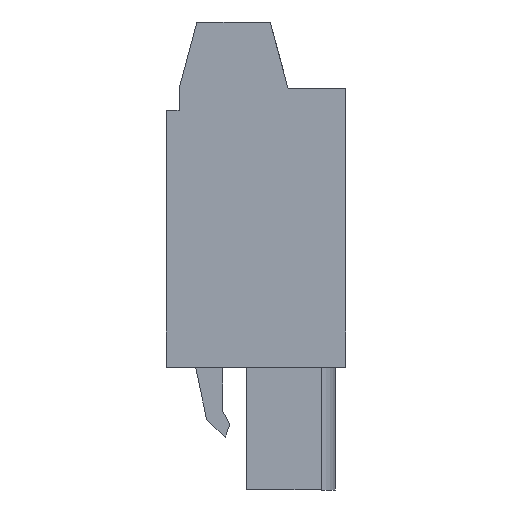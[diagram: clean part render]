
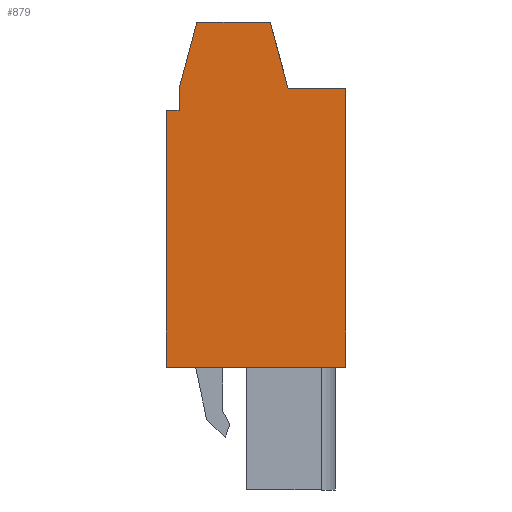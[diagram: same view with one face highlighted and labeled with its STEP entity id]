
A CAD part, left-side view. The second image highlights one B-rep face of the part: STEP entity #879.
In plain terms, the highlighted planar face has unit normal (-1, 0, 0).
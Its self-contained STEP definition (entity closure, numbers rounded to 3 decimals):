
#819=AXIS2_PLACEMENT_3D('Plane Axis2P3D',#816,#817,#818) ;
#49=CARTESIAN_POINT('Vertex',(0.,12.2,25.8)) ;
#52=CARTESIAN_POINT('Line Origine',(0.,11.763,25.8)) ;
#56=CARTESIAN_POINT('Vertex',(0.,11.325,25.8)) ;
#120=CARTESIAN_POINT('Vertex',(0.,12.2,8.35)) ;
#123=CARTESIAN_POINT('Line Origine',(0.,12.2,17.075)) ;
#816=CARTESIAN_POINT('Axis2P3D Location',(0.,-0.45,0.)) ;
#821=CARTESIAN_POINT('Line Origine',(0.,6.1,8.35)) ;
#825=CARTESIAN_POINT('Vertex',(0.,0.,8.35)) ;
#828=CARTESIAN_POINT('Line Origine',(0.,0.,17.825)) ;
#832=CARTESIAN_POINT('Vertex',(0.,0.,27.3)) ;
#835=CARTESIAN_POINT('Line Origine',(0.,1.962,27.3)) ;
#839=CARTESIAN_POINT('Vertex',(0.,3.925,27.3)) ;
#842=CARTESIAN_POINT('Line Origine',(0.,4.528,29.55)) ;
#846=CARTESIAN_POINT('Vertex',(0.,5.131,31.8)) ;
#849=CARTESIAN_POINT('Line Origine',(0.,7.625,31.8)) ;
#853=CARTESIAN_POINT('Vertex',(0.,10.119,31.8)) ;
#856=CARTESIAN_POINT('Line Origine',(0.,10.722,29.55)) ;
#860=CARTESIAN_POINT('Vertex',(0.,11.325,27.3)) ;
#863=CARTESIAN_POINT('Line Origine',(0.,11.325,26.55)) ;
#53=DIRECTION('Vector Direction',(0.,1.,0.)) ;
#124=DIRECTION('Vector Direction',(0.,0.,-1.)) ;
#817=DIRECTION('Axis2P3D Direction',(-1.,0.,0.)) ;
#818=DIRECTION('Axis2P3D XDirection',(0.,0.,1.)) ;
#822=DIRECTION('Vector Direction',(0.,-1.,0.)) ;
#829=DIRECTION('Vector Direction',(0.,0.,1.)) ;
#836=DIRECTION('Vector Direction',(0.,1.,0.)) ;
#843=DIRECTION('Vector Direction',(0.,0.259,0.966)) ;
#850=DIRECTION('Vector Direction',(0.,1.,0.)) ;
#857=DIRECTION('Vector Direction',(0.,0.259,-0.966)) ;
#864=DIRECTION('Vector Direction',(0.,0.,-1.)) ;
#54=VECTOR('Line Direction',#53,1.) ;
#125=VECTOR('Line Direction',#124,1.) ;
#823=VECTOR('Line Direction',#822,1.) ;
#830=VECTOR('Line Direction',#829,1.) ;
#837=VECTOR('Line Direction',#836,1.) ;
#844=VECTOR('Line Direction',#843,1.) ;
#851=VECTOR('Line Direction',#850,1.) ;
#858=VECTOR('Line Direction',#857,1.) ;
#865=VECTOR('Line Direction',#864,1.) ;
#869=ORIENTED_EDGE('',*,*,#827,.T.) ;
#870=ORIENTED_EDGE('',*,*,#834,.T.) ;
#871=ORIENTED_EDGE('',*,*,#841,.T.) ;
#872=ORIENTED_EDGE('',*,*,#848,.T.) ;
#873=ORIENTED_EDGE('',*,*,#855,.T.) ;
#874=ORIENTED_EDGE('',*,*,#862,.T.) ;
#875=ORIENTED_EDGE('',*,*,#867,.T.) ;
#876=ORIENTED_EDGE('',*,*,#58,.T.) ;
#877=ORIENTED_EDGE('',*,*,#127,.T.) ;
#879=ADVANCED_FACE('HOUSING',(#878),#820,.T.) ;
#58=EDGE_CURVE('',#57,#50,#55,.T.) ;
#127=EDGE_CURVE('',#50,#121,#126,.T.) ;
#827=EDGE_CURVE('',#121,#826,#824,.T.) ;
#834=EDGE_CURVE('',#826,#833,#831,.T.) ;
#841=EDGE_CURVE('',#833,#840,#838,.T.) ;
#848=EDGE_CURVE('',#840,#847,#845,.T.) ;
#855=EDGE_CURVE('',#847,#854,#852,.T.) ;
#862=EDGE_CURVE('',#854,#861,#859,.T.) ;
#867=EDGE_CURVE('',#861,#57,#866,.T.) ;
#868=EDGE_LOOP('',(#869,#870,#871,#872,#873,#874,#875,#876,#877)) ;
#878=FACE_OUTER_BOUND('',#868,.T.) ;
#55=LINE('Line',#52,#54) ;
#126=LINE('Line',#123,#125) ;
#824=LINE('Line',#821,#823) ;
#831=LINE('Line',#828,#830) ;
#838=LINE('Line',#835,#837) ;
#845=LINE('Line',#842,#844) ;
#852=LINE('Line',#849,#851) ;
#859=LINE('Line',#856,#858) ;
#866=LINE('Line',#863,#865) ;
#820=PLANE('',#819) ;
#50=VERTEX_POINT('',#49) ;
#57=VERTEX_POINT('',#56) ;
#121=VERTEX_POINT('',#120) ;
#826=VERTEX_POINT('',#825) ;
#833=VERTEX_POINT('',#832) ;
#840=VERTEX_POINT('',#839) ;
#847=VERTEX_POINT('',#846) ;
#854=VERTEX_POINT('',#853) ;
#861=VERTEX_POINT('',#860) ;
